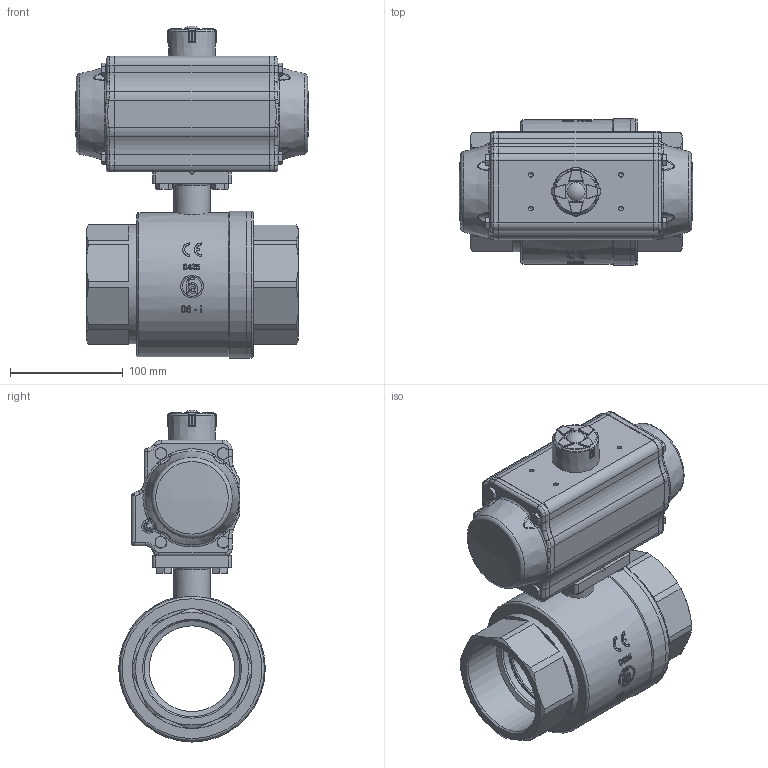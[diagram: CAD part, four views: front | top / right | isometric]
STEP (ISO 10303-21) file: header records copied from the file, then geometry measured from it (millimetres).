
FILE_DESCRIPTION(/* description */ ('Unknown'),/* implementation_level */ '2;1');
FILE_NAME(/* name */ 'DW04_FR03 0767-11',/* time_stamp */ '2022-10-17T12:49:00+02:00',/* author */ ('Unknown'),/* organization */ ('Unknown'),/* preprocessor_version */ 'ST-DEVELOPER v16.7',/* originating_system */ 'Solid Edge',/* authorisation */ 'Unknown');
FILE_SCHEMA (('AUTOMOTIVE_DESIGN {1 0 10303 214 3 1 1}'));
Length unit declared in the file: millimetre
Products named in the file (19): DW04_FR030767-11; 2.110.080_(767-11); LA0160#14080; OR0072#V85; SE0164#080; LA3220#080; AT0042#52; OR0072#V51; LA0161#080; RO0079#13; DIN 933 M8x25 A2-70 BLK_EDST; DW04_FR03_(DW70_FR52); ____; ________(___________; _____________; ______; hex head bolts-full thread grade c gb_GB_FASTENER_BOLT_HHBFTC M6X20-N; cup head nib bolts with large head gb_GB_FASTENER_BOLT_CHNBW M6X25-N; KP-75
Assembly tree (33 placements, depth 4):
  DW04_FR030767-11
    2.110.080_(767-11)
      LA0160#14080
      OR0072#V85  x2
      SE0164#080  x2
      LA3220#080
      AT0042#52
      OR0072#V51  x2
      LA0161#080
      RO0079#13
    DIN 933 M8x25 A2-70 BLK_EDST  x4
    DW04_FR03_(DW70_FR52)
      ____
        ________(___________  x2
        _____________  x2
        ______
      hex head bolts-full thread grade c gb_GB_FASTENER_BOLT_HHBFTC M6X20-N  x8
      cup head nib bolts with large head gb_GB_FASTENER_BOLT_CHNBW M6X25-N
      KP-75
Bounding box: 206.95 x 130 x 294.4 mm (x, y, z)
Volume: 2311446.9 mm3; surface area: 433006.6 mm2
Topology: 30 solids, 30 shells, 1440 faces, 3359 edges, 2052 vertices
Faces by surface type: plane 538, cylinder 408, cone 184, bspline 169, torus 122, sphere 19
Full cylindrical faces by diameter (mm): 3 x18, 3.3 x8, 3.341 x1, 4.2 x8, 4.66 x1, 5 x13, 6 x9, 6.2 x1, 6.8 x4, 8 x4, 8.5 x4, 8.8 x2, 13 x4, 15.5 x2, 17.345 x1, 19.98 x3, 20 x2, 20.1 x1, 20.5 x1, 21.8 x1, 24 x2, 24.6 x1, 25 x1, 30 x1, 32 x3, 38.5 x1, 59 x1, 76 x5, 78 x2, 81 x1
Entity records: 41308 total; most frequent: CARTESIAN_POINT 15140, DIRECTION 4866, ORIENTED_EDGE 4552, EDGE_CURVE 2276, AXIS2_PLACEMENT_3D 1993, VERTEX_POINT 1539, FACE_BOUND 1427, EDGE_LOOP 1398
